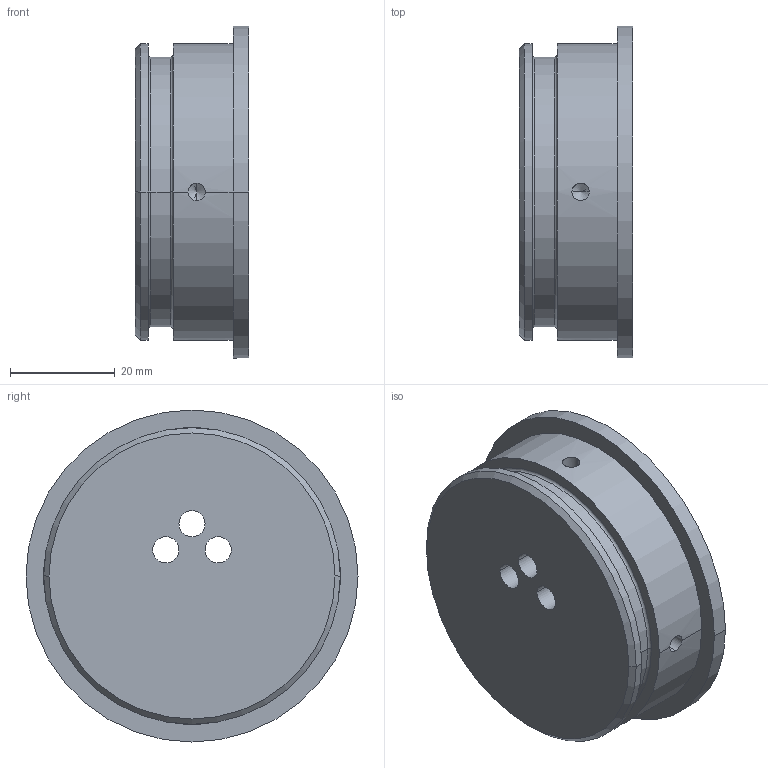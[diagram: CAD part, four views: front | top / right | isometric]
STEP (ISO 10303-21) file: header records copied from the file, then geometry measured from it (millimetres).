
FILE_DESCRIPTION (( 'STEP AP214' ), '1' );
FILE_NAME ('R104-GEO_1 - front_cap.STEP', '2017-08-09T02:55:55', ( '' ), ( '' ), 'SwSTEP 2.0', 'SolidWorks 2016', '' );
FILE_SCHEMA (( 'AUTOMOTIVE_DESIGN' ));
Length unit declared in the file: millimetre
Products named in the file (1): R104-GEO_1 - front_cap
Bounding box: 21.75 x 63.5 x 63.5 mm (x, y, z)
Volume: 52669.6 mm3; surface area: 12709.7 mm2
Topology: 1 solids, 1 shells, 57 faces, 140 edges, 78 vertices
Faces by surface type: cylinder 30, cone 18, plane 5, torus 4
Entity records: 1802 total; most frequent: CARTESIAN_POINT 472, DIRECTION 290, ORIENTED_EDGE 248, EDGE_CURVE 124, AXIS2_PLACEMENT_3D 120, VERTEX_POINT 78, EDGE_LOOP 72, CIRCLE 62
